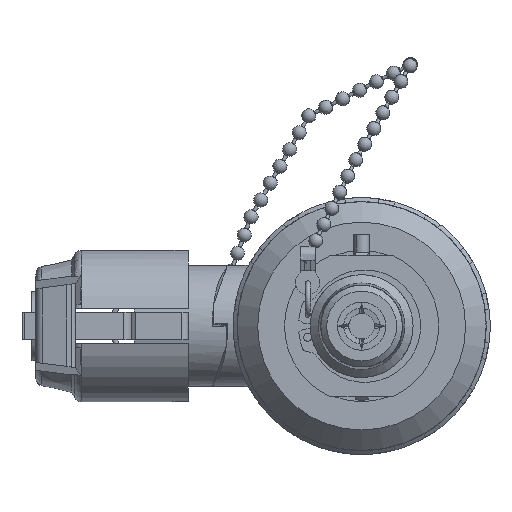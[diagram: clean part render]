
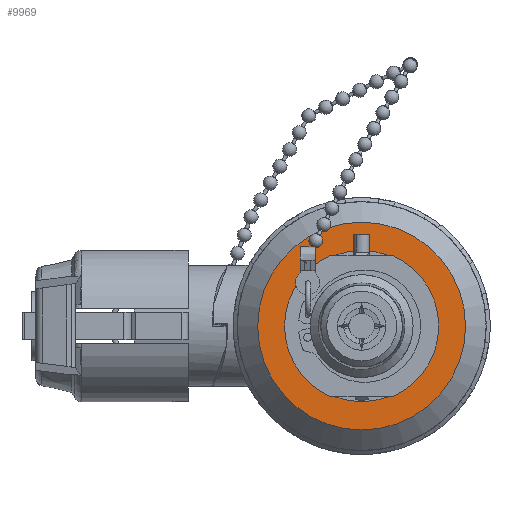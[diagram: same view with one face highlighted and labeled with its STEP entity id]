
A CAD part, left-side view. The second image highlights one B-rep face of the part: STEP entity #9969.
In plain terms, the highlighted planar face has unit normal (-1, 0, 0).
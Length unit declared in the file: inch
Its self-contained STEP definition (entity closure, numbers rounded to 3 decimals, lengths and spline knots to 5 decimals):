
#9938=CARTESIAN_POINT('',(-1.85231,0.,-0.735));
#9939=VERTEX_POINT('',#9938);
#9940=CARTESIAN_POINT('',(-1.85231,0.,0.));
#9941=DIRECTION('',(-1.0,0.0,0.0));
#9942=DIRECTION('',(0.0,0.0,-1.0));
#9943=AXIS2_PLACEMENT_3D('',#9940,#9941,#9942);
#9944=CIRCLE('',#9943,0.735);
#9945=EDGE_CURVE('',#9939,#9939,#9944,.T.);
#9950=CARTESIAN_POINT('',(-1.85231,0.,-0.973));
#9951=DIRECTION('',(-1.0,0.0,0.0));
#9952=DIRECTION('',(0.0,-1.0,0.0));
#9953=AXIS2_PLACEMENT_3D('',#9950,#9951,#9952);
#9954=PLANE('',#9953);
#9955=CARTESIAN_POINT('',(-1.85231,0.,-1.011));
#9956=VERTEX_POINT('',#9955);
#9957=CARTESIAN_POINT('',(-1.85231,0.,0.));
#9958=DIRECTION('',(1.0,0.0,0.0));
#9959=DIRECTION('',(0.0,0.0,1.0));
#9960=AXIS2_PLACEMENT_3D('',#9957,#9958,#9959);
#9961=CIRCLE('',#9960,1.011);
#9962=EDGE_CURVE('',#9956,#9956,#9961,.T.);
#9963=ORIENTED_EDGE('',*,*,#9962,.F.);
#9964=EDGE_LOOP('',(#9963));
#9965=FACE_OUTER_BOUND('',#9964,.T.);
#9966=ORIENTED_EDGE('',*,*,#9945,.F.);
#9967=EDGE_LOOP('',(#9966));
#9968=FACE_BOUND('',#9967,.T.);
#9969=ADVANCED_FACE('',(#9965,#9968),#9954,.T.);
